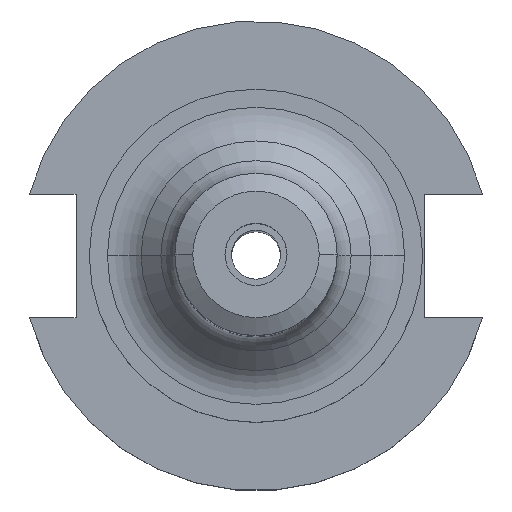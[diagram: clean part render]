
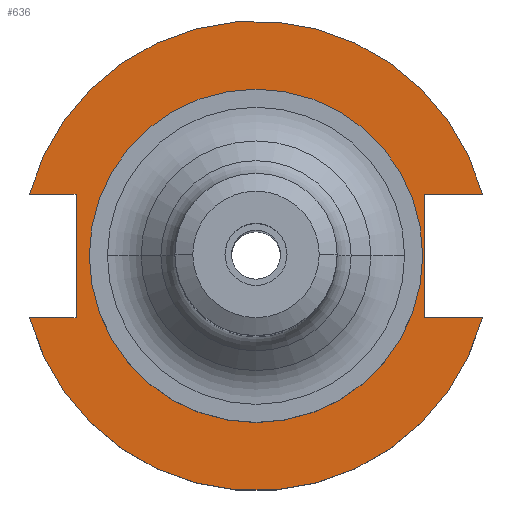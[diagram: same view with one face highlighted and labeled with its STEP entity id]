
A CAD part, top view. The second image highlights one B-rep face of the part: STEP entity #636.
In plain terms, the highlighted planar face has unit normal (0, 0, 1).
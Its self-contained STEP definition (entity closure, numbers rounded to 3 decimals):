
#12 = VECTOR ( 'NONE', #801, 1000. ) ;
#31 = FACE_BOUND ( 'NONE', #2089, .T. ) ;
#44 = CIRCLE ( 'NONE', #663, 34.925 ) ;
#50 = LINE ( 'NONE', #1916, #1724 ) ;
#92 = DIRECTION ( 'NONE',  ( -1., 0., 0. ) ) ;
#107 = CARTESIAN_POINT ( 'NONE',  ( 35.306, -12.954, 19.05 ) ) ;
#114 = DIRECTION ( 'NONE',  ( 1., 0., 0. ) ) ;
#150 = DIRECTION ( 'NONE',  ( 0., 0., 1. ) ) ;
#176 = EDGE_CURVE ( 'NONE', #2106, #1061, #472, .T. ) ;
#201 = CARTESIAN_POINT ( 'NONE',  ( -63.719, 12.954, 19.05 ) ) ;
#246 = VERTEX_POINT ( 'NONE', #1318 ) ;
#270 = EDGE_CURVE ( 'NONE', #738, #1493, #2054, .T. ) ;
#294 = DIRECTION ( 'NONE',  ( 1., 0., 0. ) ) ;
#348 = CARTESIAN_POINT ( 'NONE',  ( 0., 0., 19.05 ) ) ;
#369 = VERTEX_POINT ( 'NONE', #382 ) ;
#382 = CARTESIAN_POINT ( 'NONE',  ( 35.306, 12.954, 19.05 ) ) ;
#435 = CARTESIAN_POINT ( 'NONE',  ( 35.306, 12.954, 19.05 ) ) ;
#472 = LINE ( 'NONE', #1770, #12 ) ;
#527 = CIRCLE ( 'NONE', #1105, 34.925 ) ;
#555 = CARTESIAN_POINT ( 'NONE',  ( -47.477, 12.954, 19.05 ) ) ;
#558 = VECTOR ( 'NONE', #92, 1000. ) ;
#568 = DIRECTION ( 'NONE',  ( 0., 0., 1. ) ) ;
#636 = ADVANCED_FACE ( 'NONE', ( #31, #638 ), #2057, .T. ) ;
#638 = FACE_OUTER_BOUND ( 'NONE', #1904, .T. ) ;
#663 = AXIS2_PLACEMENT_3D ( 'NONE', #2063, #150, #1119 ) ;
#665 = VECTOR ( 'NONE', #1171, 1000. ) ;
#668 = DIRECTION ( 'NONE',  ( 0., 0., 1. ) ) ;
#682 = EDGE_CURVE ( 'NONE', #1204, #246, #44, .T. ) ;
#685 = VERTEX_POINT ( 'NONE', #1096 ) ;
#738 = VERTEX_POINT ( 'NONE', #771 ) ;
#758 = DIRECTION ( 'NONE',  ( 0., -1., 0. ) ) ;
#771 = CARTESIAN_POINT ( 'NONE',  ( 47.477, 12.954, 19.05 ) ) ;
#786 = ORIENTED_EDGE ( 'NONE', *, *, #176, .F. ) ;
#796 = LINE ( 'NONE', #2052, #2050 ) ;
#801 = DIRECTION ( 'NONE',  ( 0., 1., 0. ) ) ;
#899 = DIRECTION ( 'NONE',  ( 1., 0., 0. ) ) ;
#967 = EDGE_CURVE ( 'NONE', #1061, #1493, #1622, .T. ) ;
#993 = EDGE_CURVE ( 'NONE', #738, #369, #2104, .T. ) ;
#995 = DIRECTION ( 'NONE',  ( 1., 0., 0. ) ) ;
#1060 = CARTESIAN_POINT ( 'NONE',  ( -37.719, 12.954, 19.05 ) ) ;
#1061 = VERTEX_POINT ( 'NONE', #1060 ) ;
#1066 = CARTESIAN_POINT ( 'NONE',  ( 47.477, -12.954, 19.05 ) ) ;
#1096 = CARTESIAN_POINT ( 'NONE',  ( -47.477, -12.954, 19.05 ) ) ;
#1105 = AXIS2_PLACEMENT_3D ( 'NONE', #1779, #1437, #294 ) ;
#1119 = DIRECTION ( 'NONE',  ( 1., 0., 0. ) ) ;
#1124 = AXIS2_PLACEMENT_3D ( 'NONE', #1406, #568, #114 ) ;
#1133 = ORIENTED_EDGE ( 'NONE', *, *, #1683, .F. ) ;
#1171 = DIRECTION ( 'NONE',  ( -1., 0., 0. ) ) ;
#1175 = VERTEX_POINT ( 'NONE', #107 ) ;
#1204 = VERTEX_POINT ( 'NONE', #1248 ) ;
#1218 = AXIS2_PLACEMENT_3D ( 'NONE', #1319, #668, #995 ) ;
#1234 = ORIENTED_EDGE ( 'NONE', *, *, #1662, .F. ) ;
#1248 = CARTESIAN_POINT ( 'NONE',  ( 34.925, 0., 19.05 ) ) ;
#1318 = CARTESIAN_POINT ( 'NONE',  ( -34.925, 0., 19.05 ) ) ;
#1319 = CARTESIAN_POINT ( 'NONE',  ( 0., 0., 19.05 ) ) ;
#1390 = ORIENTED_EDGE ( 'NONE', *, *, #993, .F. ) ;
#1406 = CARTESIAN_POINT ( 'NONE',  ( 0., 49.212, 19.05 ) ) ;
#1429 = DIRECTION ( 'NONE',  ( 1., 0., 0. ) ) ;
#1437 = DIRECTION ( 'NONE',  ( 0., 0., 1. ) ) ;
#1466 = ORIENTED_EDGE ( 'NONE', *, *, #967, .F. ) ;
#1470 = VECTOR ( 'NONE', #758, 1000. ) ;
#1490 = DIRECTION ( 'NONE',  ( 0., 0., 1. ) ) ;
#1493 = VERTEX_POINT ( 'NONE', #555 ) ;
#1505 = DIRECTION ( 'NONE',  ( 1., 0., 0. ) ) ;
#1604 = VERTEX_POINT ( 'NONE', #1066 ) ;
#1622 = LINE ( 'NONE', #201, #665 ) ;
#1630 = ORIENTED_EDGE ( 'NONE', *, *, #682, .F. ) ;
#1633 = EDGE_CURVE ( 'NONE', #685, #2106, #796, .T. ) ;
#1662 = EDGE_CURVE ( 'NONE', #369, #1175, #1698, .T. ) ;
#1683 = EDGE_CURVE ( 'NONE', #246, #1204, #527, .T. ) ;
#1698 = LINE ( 'NONE', #435, #1470 ) ;
#1706 = AXIS2_PLACEMENT_3D ( 'NONE', #348, #1490, #1505 ) ;
#1724 = VECTOR ( 'NONE', #1429, 1000. ) ;
#1770 = CARTESIAN_POINT ( 'NONE',  ( -37.719, 12.954, 19.05 ) ) ;
#1779 = CARTESIAN_POINT ( 'NONE',  ( 0., 0., 19.05 ) ) ;
#1784 = EDGE_CURVE ( 'NONE', #1175, #1604, #50, .T. ) ;
#1861 = CARTESIAN_POINT ( 'NONE',  ( 35.306, 12.954, 19.05 ) ) ;
#1867 = ORIENTED_EDGE ( 'NONE', *, *, #1887, .T. ) ;
#1887 = EDGE_CURVE ( 'NONE', #685, #1604, #2048, .T. ) ;
#1904 = EDGE_LOOP ( 'NONE', ( #1867, #2081, #1234, #1390, #2024, #1466, #786, #1986 ) ) ;
#1916 = CARTESIAN_POINT ( 'NONE',  ( 35.306, -12.954, 19.05 ) ) ;
#1986 = ORIENTED_EDGE ( 'NONE', *, *, #1633, .F. ) ;
#2021 = CARTESIAN_POINT ( 'NONE',  ( -37.719, -12.954, 19.05 ) ) ;
#2024 = ORIENTED_EDGE ( 'NONE', *, *, #270, .T. ) ;
#2048 = CIRCLE ( 'NONE', #1218, 49.212 ) ;
#2050 = VECTOR ( 'NONE', #899, 1000. ) ;
#2052 = CARTESIAN_POINT ( 'NONE',  ( -63.719, -12.954, 19.05 ) ) ;
#2054 = CIRCLE ( 'NONE', #1706, 49.212 ) ;
#2057 = PLANE ( 'NONE',  #1124 ) ;
#2063 = CARTESIAN_POINT ( 'NONE',  ( 0., 0., 19.05 ) ) ;
#2081 = ORIENTED_EDGE ( 'NONE', *, *, #1784, .F. ) ;
#2089 = EDGE_LOOP ( 'NONE', ( #1630, #1133 ) ) ;
#2104 = LINE ( 'NONE', #1861, #558 ) ;
#2106 = VERTEX_POINT ( 'NONE', #2021 ) ;
